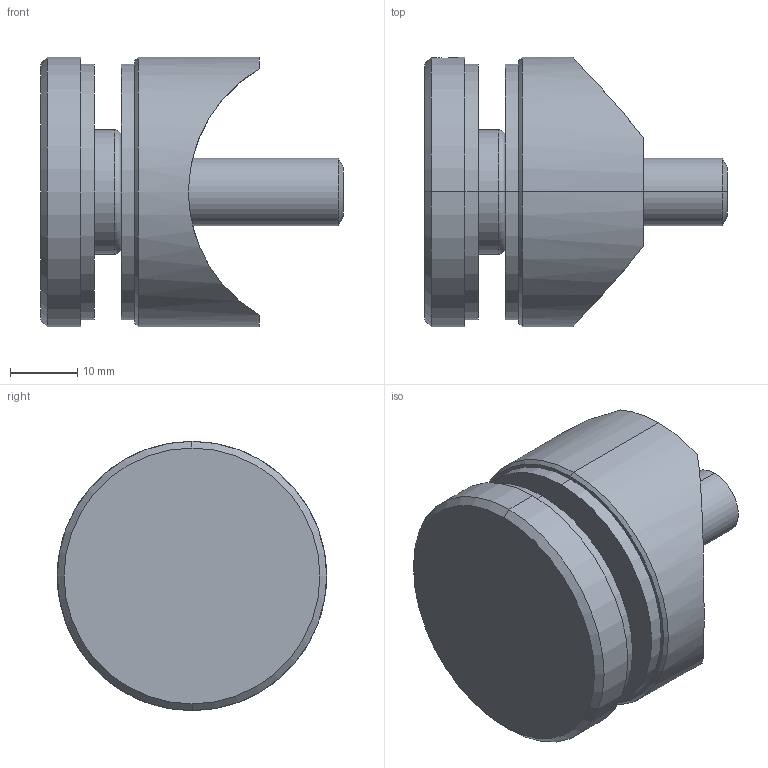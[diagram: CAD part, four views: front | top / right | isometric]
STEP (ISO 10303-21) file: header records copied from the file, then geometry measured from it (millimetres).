
FILE_DESCRIPTION (( 'STEP AP203' ), '1' );
FILE_NAME ('A_0742-042.STEP', '2023-03-03T07:44:43', ( '' ), ( '' ), 'SwSTEP 2.0', 'SolidWorks 2019', '' );
FILE_SCHEMA (( 'CONFIG_CONTROL_DESIGN' ));
Length unit declared in the file: millimetre
Products named in the file (6): A_0742-042.P4; A_0742-042.P2; A_0742-042.P3; Skrutka DIN 913_SKRUTKA M10X40; A_0742-042.P1; A_0742-042
Assembly tree (5 placements, depth 2):
  A_0742-042
    A_0742-042.P2
    A_0742-042.P4
    A_0742-042.P3
    A_0742-042.P1
    Skrutka DIN 913_SKRUTKA M10X40
Bounding box: 45 x 40 x 40 mm (x, y, z)
Volume: 27895.2 mm3; surface area: 14747.2 mm2
Topology: 5 solids, 5 shells, 64 faces, 140 edges, 85 vertices
Faces by surface type: cylinder 26, plane 20, cone 16, torus 2
Entity records: 2574 total; most frequent: CARTESIAN_POINT 518, DIRECTION 332, ORIENTED_EDGE 272, EDGE_CURVE 136, AXIS2_PLACEMENT_3D 135, VERTEX_POINT 85, EDGE_LOOP 73, FACE_OUTER_BOUND 64
